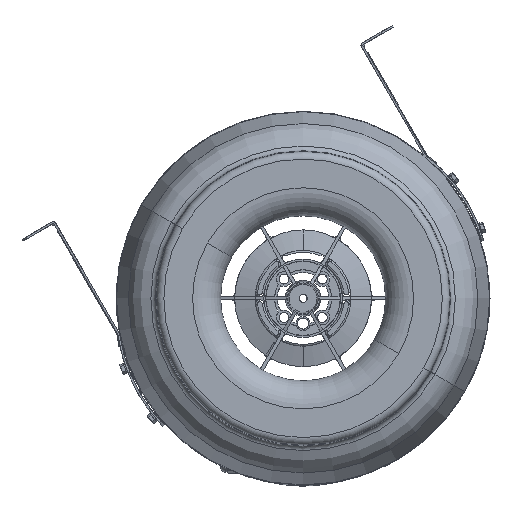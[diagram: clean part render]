
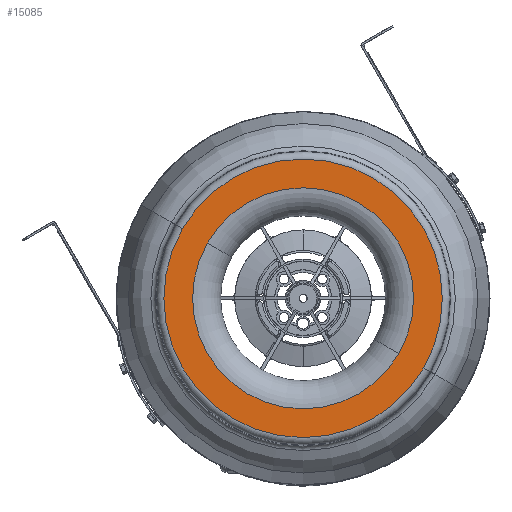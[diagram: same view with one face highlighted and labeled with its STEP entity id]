
A CAD part, front view. The second image highlights one B-rep face of the part: STEP entity #15085.
In plain terms, the highlighted planar face has unit normal (0, -1, 0).
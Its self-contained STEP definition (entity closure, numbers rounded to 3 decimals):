
#307 = EDGE_CURVE ( 'NONE', #32151, #18104, #30374, .T. ) ;
#625 = EDGE_LOOP ( 'NONE', ( #33567, #25464 ) ) ;
#667 = DIRECTION ( 'NONE',  ( 0., -1., 0. ) ) ;
#677 = CARTESIAN_POINT ( 'NONE',  ( 101.931, -206.779, -74.502 ) ) ;
#1035 = VERTEX_POINT ( 'NONE', #677 ) ;
#3167 = CARTESIAN_POINT ( 'NONE',  ( -129.518, -206.779, 59.125 ) ) ;
#5079 = EDGE_CURVE ( 'NONE', #1035, #29707, #8444, .T. ) ;
#6501 = AXIS2_PLACEMENT_3D ( 'NONE', #16156, #667, #18753 ) ;
#6798 = ORIENTED_EDGE ( 'NONE', *, *, #23717, .T. ) ;
#7382 = DIRECTION ( 'NONE',  ( 0., -1., 0. ) ) ;
#7566 = DIRECTION ( 'NONE',  ( 0., -1., 0. ) ) ;
#8444 = CIRCLE ( 'NONE', #6501, 149.003 ) ;
#8704 = FACE_BOUND ( 'NONE', #625, .T. ) ;
#10257 = CARTESIAN_POINT ( 'NONE',  ( -27.11, -206.779, 0. ) ) ;
#10771 = DIRECTION ( 'NONE',  ( 0.866, 0., -0.5 ) ) ;
#12004 = CARTESIAN_POINT ( 'NONE',  ( -156.151, -206.779, 74.502 ) ) ;
#12166 = CIRCLE ( 'NONE', #21548, 118.25 ) ;
#12845 = DIRECTION ( 'NONE',  ( -0.866, 0., 0.5 ) ) ;
#14317 = CARTESIAN_POINT ( 'NONE',  ( 75.297, -206.779, -59.125 ) ) ;
#15085 = ADVANCED_FACE ( 'NONE', ( #8704, #21647 ), #31341, .F. ) ;
#15259 = ORIENTED_EDGE ( 'NONE', *, *, #5079, .T. ) ;
#15558 = AXIS2_PLACEMENT_3D ( 'NONE', #10257, #28358, #12845 ) ;
#16156 = CARTESIAN_POINT ( 'NONE',  ( -27.11, -206.779, 0. ) ) ;
#18104 = VERTEX_POINT ( 'NONE', #3167 ) ;
#18753 = DIRECTION ( 'NONE',  ( -0.866, 0., 0.5 ) ) ;
#21061 = CARTESIAN_POINT ( 'NONE',  ( -101.612, -206.779, -129.041 ) ) ;
#21548 = AXIS2_PLACEMENT_3D ( 'NONE', #23053, #7566, #25654 ) ;
#21647 = FACE_OUTER_BOUND ( 'NONE', #27936, .T. ) ;
#21834 = AXIS2_PLACEMENT_3D ( 'NONE', #22574, #7382, #30233 ) ;
#22574 = CARTESIAN_POINT ( 'NONE',  ( -27.11, -206.779, 0. ) ) ;
#23053 = CARTESIAN_POINT ( 'NONE',  ( -27.11, -206.779, 0. ) ) ;
#23717 = EDGE_CURVE ( 'NONE', #29707, #1035, #25577, .T. ) ;
#25464 = ORIENTED_EDGE ( 'NONE', *, *, #307, .F. ) ;
#25577 = CIRCLE ( 'NONE', #15558, 149.003 ) ;
#25654 = DIRECTION ( 'NONE',  ( -0.866, 0., 0.5 ) ) ;
#26259 = DIRECTION ( 'NONE',  ( 0., 1., 0. ) ) ;
#27936 = EDGE_LOOP ( 'NONE', ( #6798, #15259 ) ) ;
#28358 = DIRECTION ( 'NONE',  ( 0., -1., 0. ) ) ;
#29707 = VERTEX_POINT ( 'NONE', #12004 ) ;
#30003 = AXIS2_PLACEMENT_3D ( 'NONE', #21061, #26259, #10771 ) ;
#30233 = DIRECTION ( 'NONE',  ( -0.866, 0., 0.5 ) ) ;
#30374 = CIRCLE ( 'NONE', #21834, 118.25 ) ;
#31341 = PLANE ( 'NONE',  #30003 ) ;
#32151 = VERTEX_POINT ( 'NONE', #14317 ) ;
#33379 = EDGE_CURVE ( 'NONE', #18104, #32151, #12166, .T. ) ;
#33567 = ORIENTED_EDGE ( 'NONE', *, *, #33379, .F. ) ;
